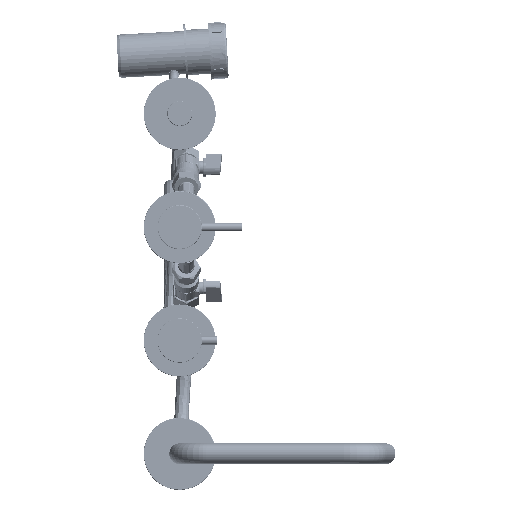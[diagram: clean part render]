
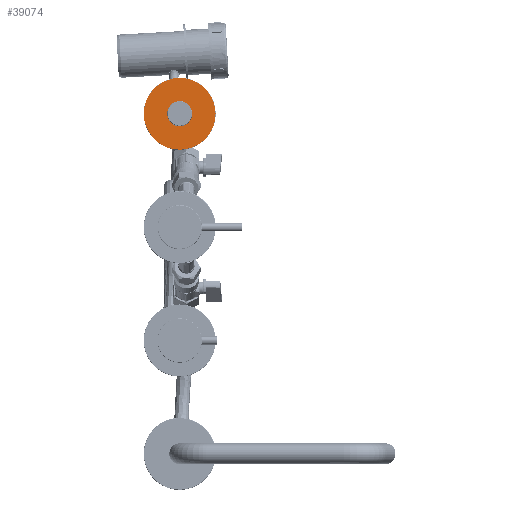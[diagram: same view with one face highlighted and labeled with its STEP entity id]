
A CAD part, top view. The second image highlights one B-rep face of the part: STEP entity #39074.
In plain terms, the highlighted planar face has unit normal (0, 0, 1).
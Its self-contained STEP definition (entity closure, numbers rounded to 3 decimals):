
#10899=ORIENTED_EDGE('',*,*,#20375,.T.);
#10900=ORIENTED_EDGE('',*,*,#20376,.F.);
#20375=EDGE_CURVE('',#25478,#25478,#28841,.T.);
#20376=EDGE_CURVE('',#25479,#25479,#28842,.F.);
#25478=VERTEX_POINT('',#96929);
#25479=VERTEX_POINT('',#96931);
#28841=CIRCLE('',#51798,34.8);
#28842=CIRCLE('',#51799,12.);
#31263=EDGE_LOOP('',(#10899));
#31264=EDGE_LOOP('',(#10900));
#34787=FACE_BOUND('',#31263,.T.);
#34788=FACE_BOUND('',#31264,.T.);
#37499=PLANE('',#51797);
#39074=ADVANCED_FACE('',(#34787,#34788),#37499,.T.);
#51797=AXIS2_PLACEMENT_3D('',#96927,#58466,#58467);
#51798=AXIS2_PLACEMENT_3D('',#96928,#58468,#58469);
#51799=AXIS2_PLACEMENT_3D('',#96930,#58470,#58471);
#58466=DIRECTION('',(0.,0.,1.));
#58467=DIRECTION('',(1.,0.,0.));
#58468=DIRECTION('',(0.,0.,1.));
#58469=DIRECTION('',(1.,0.,0.));
#58470=DIRECTION('',(0.,0.,-1.));
#58471=DIRECTION('',(-1.,0.,0.));
#96927=CARTESIAN_POINT('',(-13.156,-13.156,12.));
#96928=CARTESIAN_POINT('',(0.,0.,12.));
#96929=CARTESIAN_POINT('',(34.8,0.,12.));
#96930=CARTESIAN_POINT('',(0.,0.,12.));
#96931=CARTESIAN_POINT('',(-12.,0.,12.));
